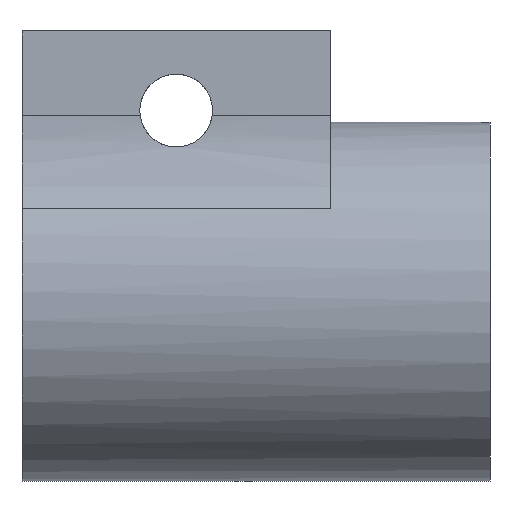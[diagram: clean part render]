
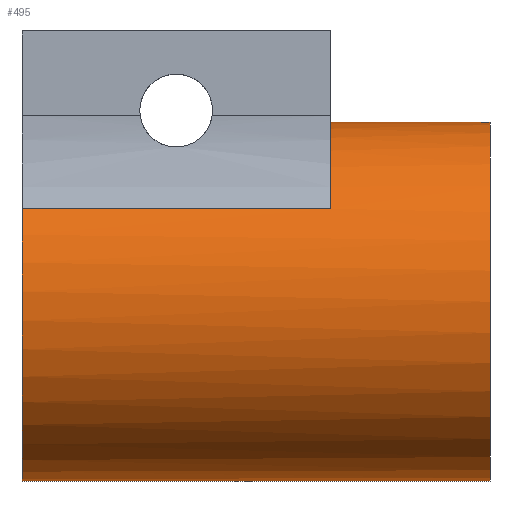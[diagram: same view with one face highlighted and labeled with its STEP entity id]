
A CAD part, left-side view. The second image highlights one B-rep face of the part: STEP entity #495.
In plain terms, the highlighted cylindrical face has radius 6.35 mm (diameter 12.7 mm), a partial arc.
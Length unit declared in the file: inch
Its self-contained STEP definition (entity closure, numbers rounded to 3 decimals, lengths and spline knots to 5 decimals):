
#8 = ORIENTED_EDGE ( 'NONE', *, *, #3274, .F. ) ;
#43 = CIRCLE ( 'NONE', #3295, 0.25 ) ;
#58 = FACE_OUTER_BOUND ( 'NONE', #2833, .T. ) ;
#106 = CARTESIAN_POINT ( 'NONE',  ( 0., 0.6525, -0.25 ) ) ;
#157 = CARTESIAN_POINT ( 'NONE',  ( 0., 0., 0. ) ) ;
#224 = AXIS2_PLACEMENT_3D ( 'NONE', #1305, #3465, #1614 ) ;
#246 = EDGE_CURVE ( 'NONE', #1575, #2327, #850, .T. ) ;
#312 = ORIENTED_EDGE ( 'NONE', *, *, #2866, .T. ) ;
#327 = AXIS2_PLACEMENT_3D ( 'NONE', #1373, #3540, #1684 ) ;
#395 = CARTESIAN_POINT ( 'NONE',  ( 0., 0.2225, 0.25 ) ) ;
#462 = DIRECTION ( 'NONE',  ( 0., 0., 1. ) ) ;
#475 = ORIENTED_EDGE ( 'NONE', *, *, #3963, .T. ) ;
#495 = ADVANCED_FACE ( 'NONE', ( #58 ), #3156, .T. ) ;
#498 = VECTOR ( 'NONE', #2915, 39.37008 ) ;
#756 = CARTESIAN_POINT ( 'NONE',  ( 0., 0., 0.25 ) ) ;
#761 = ORIENTED_EDGE ( 'NONE', *, *, #246, .T. ) ;
#850 = LINE ( 'NONE', #106, #2396 ) ;
#875 = LINE ( 'NONE', #3448, #3227 ) ;
#951 = CIRCLE ( 'NONE', #327, 0.25 ) ;
#968 = CARTESIAN_POINT ( 'NONE',  ( 0., 0.2225, 0. ) ) ;
#1128 = DIRECTION ( 'NONE',  ( 0., 1., 0. ) ) ;
#1173 = CIRCLE ( 'NONE', #3262, 0.25 ) ;
#1229 = VERTEX_POINT ( 'NONE', #2349 ) ;
#1268 = DIRECTION ( 'NONE',  ( 0., 0., 1. ) ) ;
#1305 = CARTESIAN_POINT ( 'NONE',  ( 0., 0.6525, 0. ) ) ;
#1373 = CARTESIAN_POINT ( 'NONE',  ( 0., 0.6525, 0. ) ) ;
#1478 = ORIENTED_EDGE ( 'NONE', *, *, #2454, .F. ) ;
#1575 = VERTEX_POINT ( 'NONE', #2823 ) ;
#1614 = DIRECTION ( 'NONE',  ( 0., 0., -1. ) ) ;
#1683 = CARTESIAN_POINT ( 'NONE',  ( -0.21375, 0.6525, 0.12966 ) ) ;
#1684 = DIRECTION ( 'NONE',  ( 0., 0., 1. ) ) ;
#1714 = CARTESIAN_POINT ( 'NONE',  ( -0.0275, 0.2225, 0.24848 ) ) ;
#1741 = EDGE_CURVE ( 'NONE', #2922, #3879, #1173, .T. ) ;
#1866 = CARTESIAN_POINT ( 'NONE',  ( 0., 0., -0.25 ) ) ;
#2022 = AXIS2_PLACEMENT_3D ( 'NONE', #157, #2330, #462 ) ;
#2054 = LINE ( 'NONE', #1683, #498 ) ;
#2327 = VERTEX_POINT ( 'NONE', #1866 ) ;
#2330 = DIRECTION ( 'NONE',  ( 0., 1., 0. ) ) ;
#2349 = CARTESIAN_POINT ( 'NONE',  ( -0.21375, 0.6525, 0.12966 ) ) ;
#2396 = VECTOR ( 'NONE', #3509, 39.37008 ) ;
#2454 = EDGE_CURVE ( 'NONE', #1575, #1229, #951, .T. ) ;
#2457 = VERTEX_POINT ( 'NONE', #756 ) ;
#2540 = DIRECTION ( 'NONE',  ( 0., -1., 0. ) ) ;
#2558 = CIRCLE ( 'NONE', #2022, 0.25 ) ;
#2735 = ORIENTED_EDGE ( 'NONE', *, *, #1741, .F. ) ;
#2823 = CARTESIAN_POINT ( 'NONE',  ( 0., 0.6525, -0.25 ) ) ;
#2833 = EDGE_LOOP ( 'NONE', ( #3552, #2735, #8, #312, #1478, #761, #475 ) ) ;
#2866 = EDGE_CURVE ( 'NONE', #2977, #1229, #2054, .T. ) ;
#2915 = DIRECTION ( 'NONE',  ( 0., 1., 0. ) ) ;
#2922 = VERTEX_POINT ( 'NONE', #1714 ) ;
#2969 = CARTESIAN_POINT ( 'NONE',  ( 0., 0.2225, 0. ) ) ;
#2977 = VERTEX_POINT ( 'NONE', #3895 ) ;
#3119 = DIRECTION ( 'NONE',  ( 0., 1., 0. ) ) ;
#3156 = CYLINDRICAL_SURFACE ( 'NONE', #224, 0.25 ) ;
#3227 = VECTOR ( 'NONE', #2540, 39.37008 ) ;
#3262 = AXIS2_PLACEMENT_3D ( 'NONE', #2969, #1128, #3283 ) ;
#3274 = EDGE_CURVE ( 'NONE', #2977, #2922, #43, .T. ) ;
#3283 = DIRECTION ( 'NONE',  ( 0., 0., 1. ) ) ;
#3295 = AXIS2_PLACEMENT_3D ( 'NONE', #968, #3119, #1268 ) ;
#3448 = CARTESIAN_POINT ( 'NONE',  ( 0., 0.6525, 0.25 ) ) ;
#3465 = DIRECTION ( 'NONE',  ( 0., -1., 0. ) ) ;
#3509 = DIRECTION ( 'NONE',  ( 0., -1., 0. ) ) ;
#3540 = DIRECTION ( 'NONE',  ( 0., 1., 0. ) ) ;
#3552 = ORIENTED_EDGE ( 'NONE', *, *, #3767, .F. ) ;
#3767 = EDGE_CURVE ( 'NONE', #3879, #2457, #875, .T. ) ;
#3879 = VERTEX_POINT ( 'NONE', #395 ) ;
#3895 = CARTESIAN_POINT ( 'NONE',  ( -0.21375, 0.2225, 0.12966 ) ) ;
#3963 = EDGE_CURVE ( 'NONE', #2327, #2457, #2558, .T. ) ;
